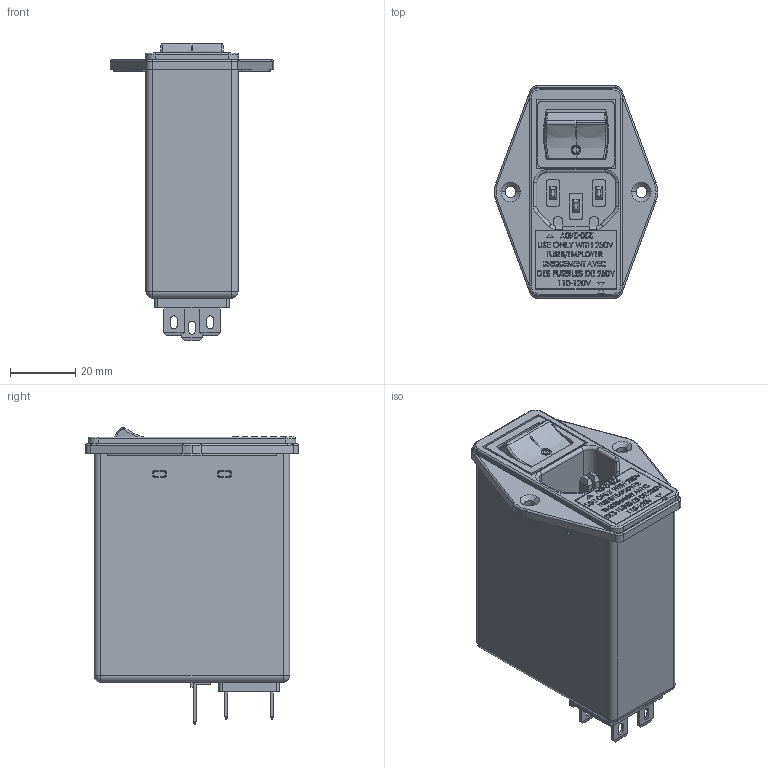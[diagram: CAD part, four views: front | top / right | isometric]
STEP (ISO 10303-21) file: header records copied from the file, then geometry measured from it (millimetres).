
FILE_DESCRIPTION (( 'STEP AP203' ), '1' );
FILE_NAME ('10EB3.STEP', '2011-04-26T00:57:30', ( 'ken' ), ( '' ), 'SwSTEP 2.0', 'SolidWorks 2004231', '' );
FILE_SCHEMA (( 'CONFIG_CONTROL_DESIGN' ));
Products named in the file (1): 10EB3
Bounding box: 50 x 65 x 91.01 mm (x, y, z)
Volume: 123407.7 mm3; surface area: 22248.4 mm2
Topology: 1 solids, 1 shells, 1405 faces, 3679 edges, 2397 vertices
Faces by surface type: plane 867, bspline 316, cylinder 165, torus 49, cone 4, sphere 4
Entity records: 73109 total; most frequent: CARTESIAN_POINT 40305, ORIENTED_EDGE 7350, DIRECTION 5601, EDGE_CURVE 3675, VECTOR 2653, LINE 2653, VERTEX_POINT 2397, EDGE_LOOP 1546
